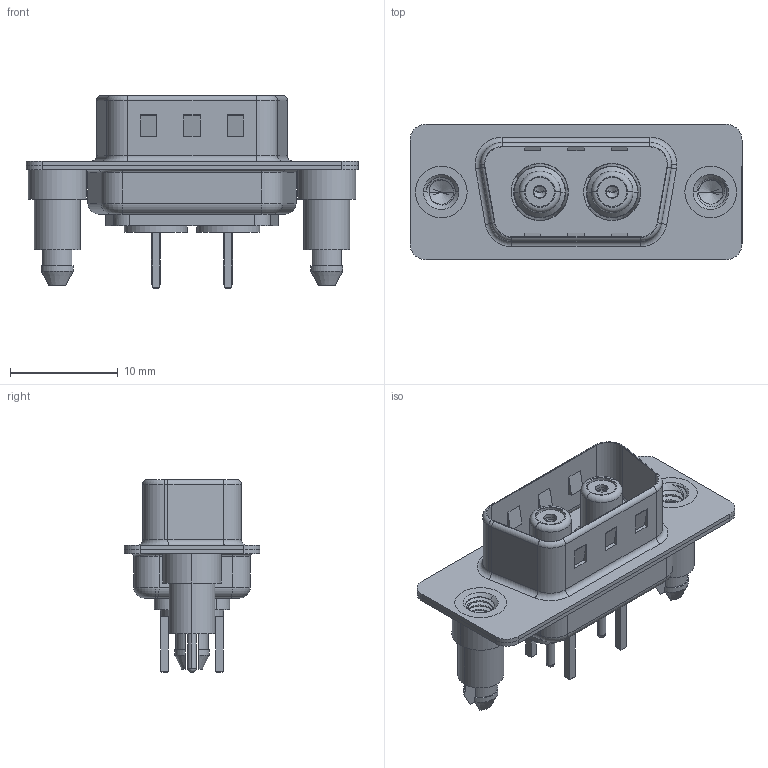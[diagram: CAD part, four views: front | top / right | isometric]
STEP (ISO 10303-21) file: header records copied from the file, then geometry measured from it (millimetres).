
FILE_DESCRIPTION (( 'STEP AP203' ), '1' );
FILE_NAME ('627-2W2-624-5ND.STEP', '2019-05-23T23:25:20', ( '' ), ( '' ), 'SwSTEP 2.0', 'SolidWorks 2016', '' );
FILE_SCHEMA (( 'CONFIG_CONTROL_DESIGN' ));
Length unit declared in the file: millimetre
Products named in the file (12): Co-Ax Jack Assy_S; 627Combo Shell Rear_09 Contacts; 627Combo Threaded Boardlock_5; 627Combo Shell Front_09 Contacts; 627-2W2-624-5ND; 627Combo Threaded Boardlock_D; Co-Ax Jack_Straight PC Tail; Insulator Socket; Insulator Socket 2; Locking Collar; Socket_Str; 627Combo Housing_2W2
Assembly tree (12 placements, depth 3):
  627-2W2-624-5ND
    627Combo Housing_2W2
    627Combo Shell Rear_09 Contacts
    627Combo Shell Front_09 Contacts
    627Combo Threaded Boardlock_D
    Co-Ax Jack Assy_S  x2
      Co-Ax Jack_Straight PC Tail
      Insulator Socket
      Insulator Socket 2
      Locking Collar
      Socket_Str
    627Combo Threaded Boardlock_5
Bounding box: 30.8 x 12.6 x 17.9 mm (x, y, z)
Volume: 1492.2 mm3; surface area: 4737 mm2
Topology: 15 solids, 15 shells, 584 faces, 1407 edges, 884 vertices
Faces by surface type: cylinder 263, plane 217, torus 58, cone 31, bspline 11, sphere 4
Entity records: 19075 total; most frequent: CARTESIAN_POINT 6512, DIRECTION 2432, ORIENTED_EDGE 2320, EDGE_CURVE 1160, AXIS2_PLACEMENT_3D 936, VERTEX_POINT 736, LINE 560, VECTOR 560
